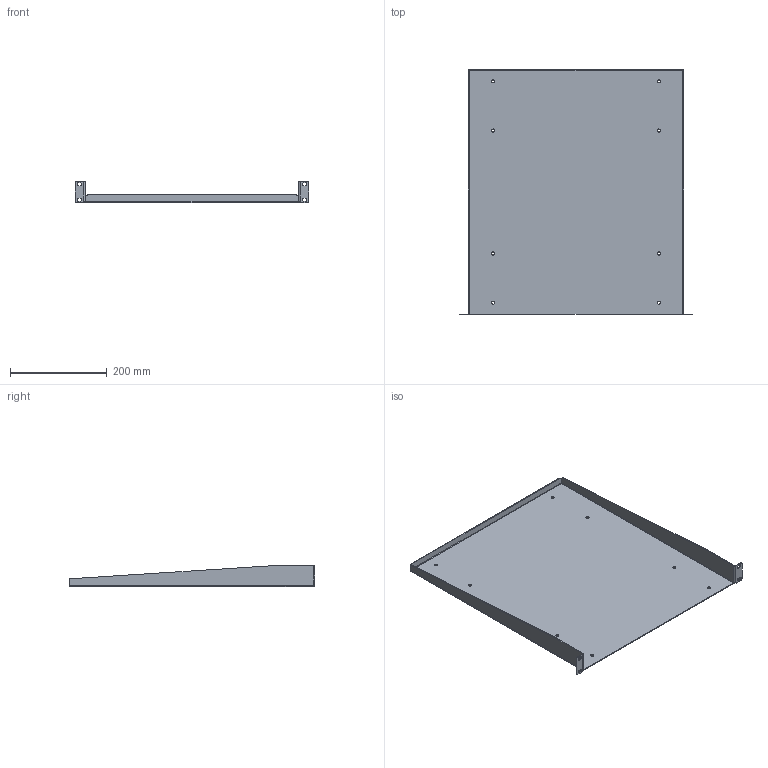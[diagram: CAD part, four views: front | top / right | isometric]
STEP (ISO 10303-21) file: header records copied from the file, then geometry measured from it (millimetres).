
FILE_DESCRIPTION (( 'STEP AP203' ), '1' );
FILE_NAME ('RASU190120BK1.step', '2020-11-12T16:20:18', ( 'ADC123' ), ( 'Microsoft' ), 'SwSTEP 2.0', 'SolidWorks 2019', '' );
FILE_SCHEMA (( 'CONFIG_CONTROL_DESIGN' ));
Length unit declared in the file: inch
Products named in the file (1): RASU190120BK1
Bounding box: 482.75 x 508 x 43.64 mm (x, y, z)
Volume: 478554.1 mm3; surface area: 527728.8 mm2
Topology: 1 solids, 1 shells, 88 faces, 234 edges, 148 vertices
Faces by surface type: plane 48, cylinder 36, bspline 4
Full cylindrical faces by diameter (mm): 6.35 x8
Entity records: 3041 total; most frequent: CARTESIAN_POINT 767, ORIENTED_EDGE 452, DIRECTION 440, EDGE_CURVE 226, AXIS2_PLACEMENT_3D 149, VERTEX_POINT 148, VECTOR 142, LINE 142
